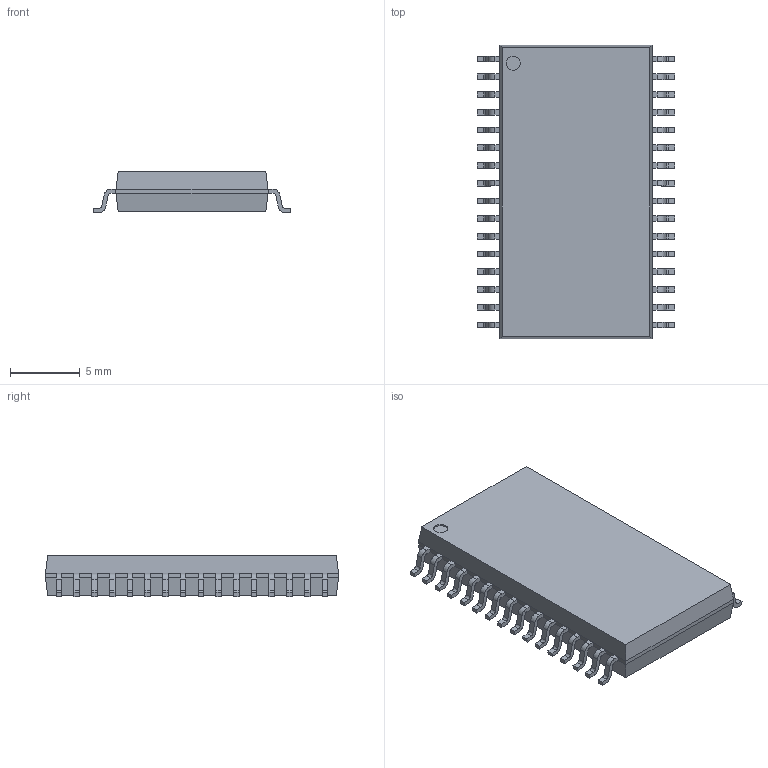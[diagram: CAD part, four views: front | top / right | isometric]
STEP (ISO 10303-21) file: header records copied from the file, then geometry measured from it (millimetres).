
FILE_DESCRIPTION((''),'2;1');
FILE_NAME('SOIC127P1413X280-32N.stp','2013-05-21T10:24:16',(''),(''),'Mechanical Desktop 2011','Mechanical Desktop 2011',', , ');
FILE_SCHEMA(('AUTOMOTIVE_DESIGN { 1 2 10303 214 1 1 1 1 }'));
Length unit declared in the file: millimetre
Products named in the file (1): Product
Bounding box: 14.17 x 21 x 3 mm (x, y, z)
Volume: 660.6 mm3; surface area: 746 mm2
Topology: 33 solids, 33 shells, 465 faces, 1186 edges, 788 vertices
Faces by surface type: bspline 224, plane 175, cylinder 66
Entity records: 14848 total; most frequent: CARTESIAN_POINT 4008, ORIENTED_EDGE 2372, DIRECTION 1930, EDGE_CURVE 1186, VECTOR 926, LINE 926, VERTEX_POINT 788, AXIS2_PLACEMENT_3D 502
